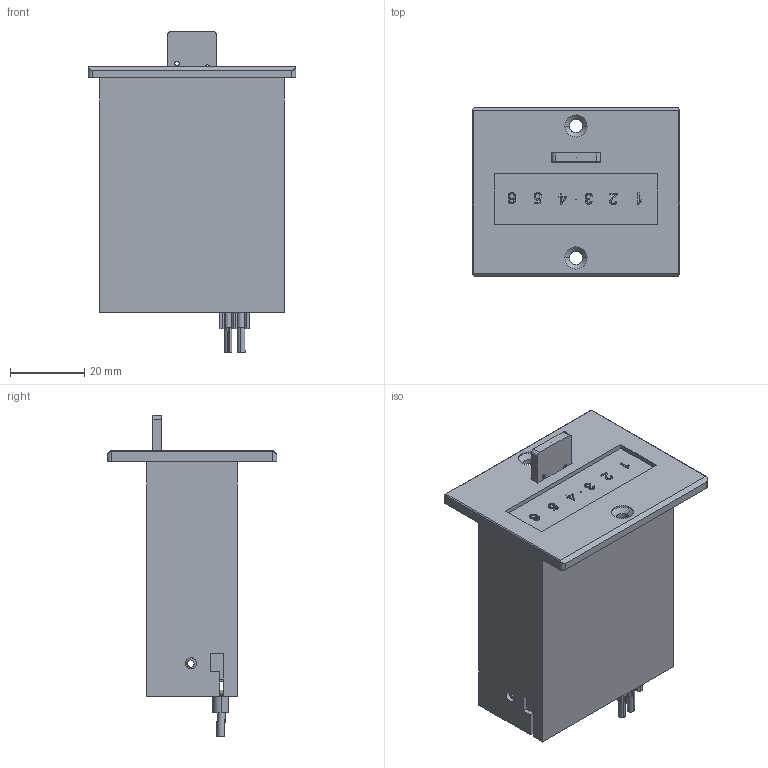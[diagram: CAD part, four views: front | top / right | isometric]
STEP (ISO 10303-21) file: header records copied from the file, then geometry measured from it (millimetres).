
FILE_DESCRIPTION (( 'STEP AP203' ), '1' );
FILE_NAME ('P8-4906.step', '2021-09-29T13:51:55', ( '' ), ( '' ), 'SwSTEP 2.0', 'SolidWorks 2021', '' );
FILE_SCHEMA (( 'CONFIG_CONTROL_DESIGN' ));
Length unit declared in the file: millimetre
Products named in the file (1): P8-4906
Bounding box: 55.88 x 45.72 x 86.58 mm (x, y, z)
Volume: 23264 mm3; surface area: 32361.6 mm2
Topology: 4 solids, 4 shells, 433 faces, 1172 edges, 774 vertices
Faces by surface type: plane 292, cylinder 98, bspline 35, cone 8
Entity records: 15800 total; most frequent: CARTESIAN_POINT 4859, ORIENTED_EDGE 2344, DIRECTION 2059, EDGE_CURVE 1172, LINE 891, VECTOR 891, VERTEX_POINT 774, AXIS2_PLACEMENT_3D 584
